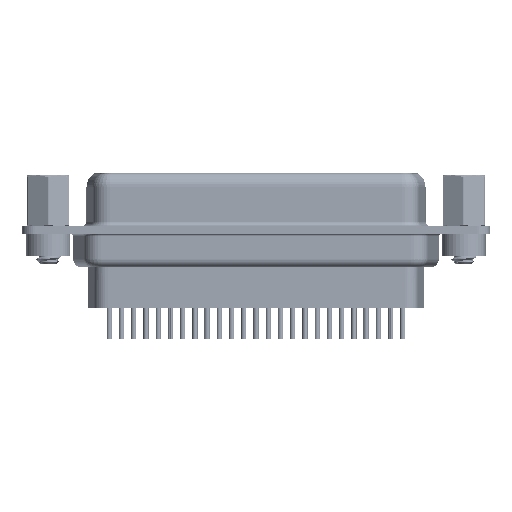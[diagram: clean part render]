
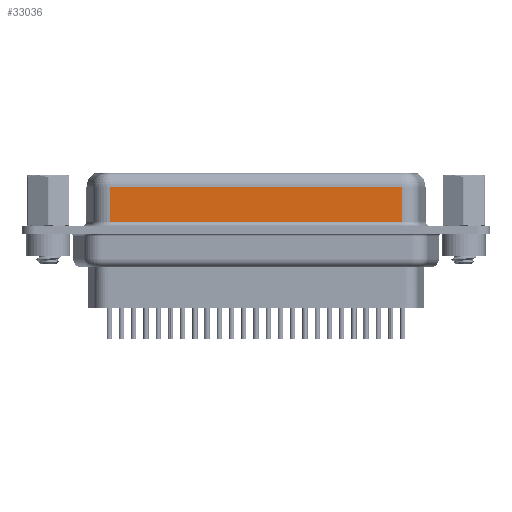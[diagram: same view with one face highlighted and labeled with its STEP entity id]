
A CAD part, front view. The second image highlights one B-rep face of the part: STEP entity #33036.
In plain terms, the highlighted planar face has unit normal (0, -1, 0).
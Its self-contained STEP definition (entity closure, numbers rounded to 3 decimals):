
#415 = CARTESIAN_POINT ( 'NONE',  ( 40.032, -3.95, 6.6 ) ) ;
#636 = ORIENTED_EDGE ( 'NONE', *, *, #20784, .F. ) ;
#3443 = VERTEX_POINT ( 'NONE', #33449 ) ;
#3929 = ORIENTED_EDGE ( 'NONE', *, *, #9168, .T. ) ;
#4204 = VECTOR ( 'NONE', #13132, 1000. ) ;
#4719 = CARTESIAN_POINT ( 'NONE',  ( 40.032, -3.95, 6.6 ) ) ;
#7347 = PLANE ( 'NONE',  #29459 ) ;
#8741 = DIRECTION ( 'NONE',  ( 1., 0., 0. ) ) ;
#9168 = EDGE_CURVE ( 'NONE', #10104, #17221, #15273, .T. ) ;
#10104 = VERTEX_POINT ( 'NONE', #22024 ) ;
#10156 = DIRECTION ( 'NONE',  ( 0., 0., 1. ) ) ;
#10200 = VECTOR ( 'NONE', #8741, 1000. ) ;
#13132 = DIRECTION ( 'NONE',  ( -1., 0., 0. ) ) ;
#14482 = EDGE_LOOP ( 'NONE', ( #636, #33680, #3929, #15772 ) ) ;
#15273 = LINE ( 'NONE', #25934, #20798 ) ;
#15772 = ORIENTED_EDGE ( 'NONE', *, *, #25945, .T. ) ;
#16034 = EDGE_CURVE ( 'NONE', #3443, #10104, #32179, .T. ) ;
#17221 = VERTEX_POINT ( 'NONE', #28549 ) ;
#18548 = CARTESIAN_POINT ( 'NONE',  ( 40.032, -3.95, 4.85 ) ) ;
#18764 = DIRECTION ( 'NONE',  ( 0., 0., -1. ) ) ;
#19610 = CARTESIAN_POINT ( 'NONE',  ( 40.032, -3.95, 0.95 ) ) ;
#20784 = EDGE_CURVE ( 'NONE', #3443, #27146, #24421, .T. ) ;
#20798 = VECTOR ( 'NONE', #18764, 1000. ) ;
#22024 = CARTESIAN_POINT ( 'NONE',  ( 7.008, -3.95, 4.85 ) ) ;
#24421 = LINE ( 'NONE', #415, #25930 ) ;
#25930 = VECTOR ( 'NONE', #32125, 1000. ) ;
#25934 = CARTESIAN_POINT ( 'NONE',  ( 7.008, -3.95, 6.6 ) ) ;
#25945 = EDGE_CURVE ( 'NONE', #17221, #27146, #27130, .T. ) ;
#27130 = LINE ( 'NONE', #19610, #10200 ) ;
#27146 = VERTEX_POINT ( 'NONE', #29279 ) ;
#28549 = CARTESIAN_POINT ( 'NONE',  ( 7.008, -3.95, 0.95 ) ) ;
#29279 = CARTESIAN_POINT ( 'NONE',  ( 40.032, -3.95, 0.95 ) ) ;
#29459 = AXIS2_PLACEMENT_3D ( 'NONE', #4719, #31678, #10156 ) ;
#31330 = FACE_OUTER_BOUND ( 'NONE', #14482, .T. ) ;
#31678 = DIRECTION ( 'NONE',  ( 0., 1., 0. ) ) ;
#32125 = DIRECTION ( 'NONE',  ( 0., 0., -1. ) ) ;
#32179 = LINE ( 'NONE', #18548, #4204 ) ;
#33036 = ADVANCED_FACE ( 'NONE', ( #31330 ), #7347, .F. ) ;
#33449 = CARTESIAN_POINT ( 'NONE',  ( 40.032, -3.95, 4.85 ) ) ;
#33680 = ORIENTED_EDGE ( 'NONE', *, *, #16034, .T. ) ;
